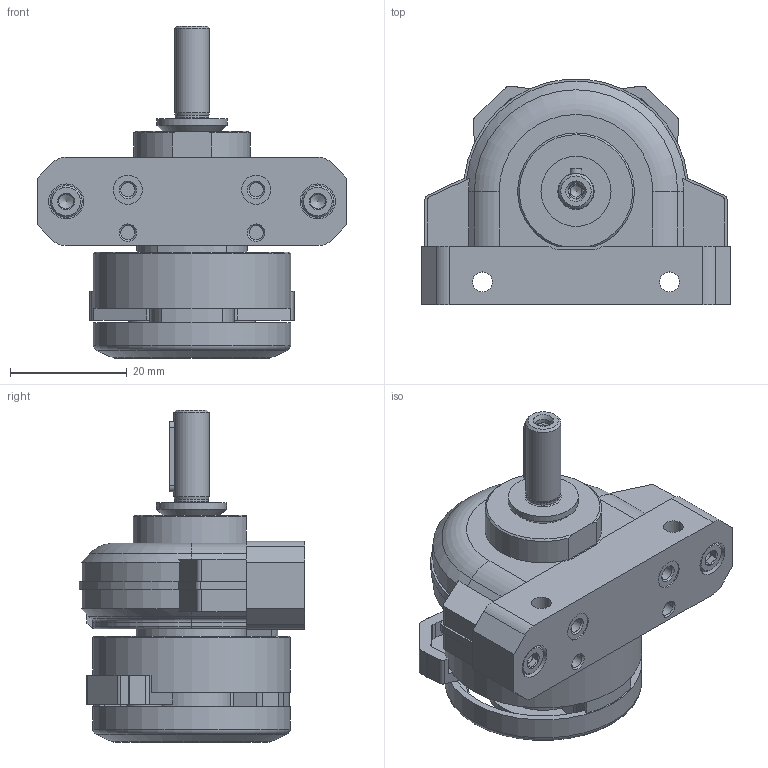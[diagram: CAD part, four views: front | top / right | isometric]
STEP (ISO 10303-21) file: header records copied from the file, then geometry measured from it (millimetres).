
FILE_DESCRIPTION(/* description */ ('STEP AP214'),/* implementation_level */ '2;1');
FILE_NAME(/* name */ '33297_DSR-10-180-P',/* time_stamp */ '2024-08-23T14:20:06+02:00',/* author */ ('License CC BY-ND 4.0'),/* organization */ ('CADENAS'),/* preprocessor_version */ 'ST-DEVELOPER v19.3',/* originating_system */ 'PARTsolutions',/* authorisation */ ' ');
FILE_SCHEMA (('AUTOMOTIVE_DESIGN {1 0 10303 214 3 1 1}'));
Length unit declared in the file: millimetre
Products named in the file (5): 33297 DSR-10-180-P---(0); 33297 DSR-10-180-P---(Geh); 255255 DSR-10-180-P---(Ks); 255248 DSR-10-180-P---(Kappe); 255254---(Schalt)
Assembly tree (5 placements, depth 2):
  33297 DSR-10-180-P---(0)
    33297 DSR-10-180-P---(Geh)
    255255 DSR-10-180-P---(Ks)
    255248 DSR-10-180-P---(Kappe)
    255254---(Schalt)  x2
Bounding box: 53 x 38.63 x 56.86 mm (x, y, z)
Volume: 29572.2 mm3; surface area: 19464.5 mm2
Topology: 5 solids, 5 shells, 587 faces, 1491 edges, 946 vertices
Faces by surface type: plane 290, cylinder 207, cone 65, torus 25
Full cylindrical faces by diameter (mm): 2.013 x1, 2.459 x6, 2.7 x1, 3 x2, 3.1 x2, 3.4 x2, 3.5 x1, 4 x1, 5 x2, 5.5 x4, 5.8 x1, 6 x6, 6.4 x1, 8 x3, 10.4 x1, 12 x3, 13 x1, 31.4 x2, 31.6 x1, 33.8 x2
Entity records: 15134 total; most frequent: CARTESIAN_POINT 2470, DIRECTION 2435, ORIENTED_EDGE 2160, EDGE_CURVE 1080, AXIS2_PLACEMENT_3D 929, VERTEX_POINT 732, FACE_BOUND 612, EDGE_LOOP 608
